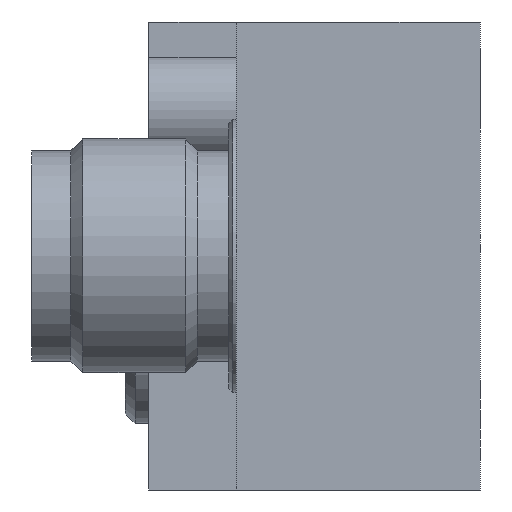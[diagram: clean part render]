
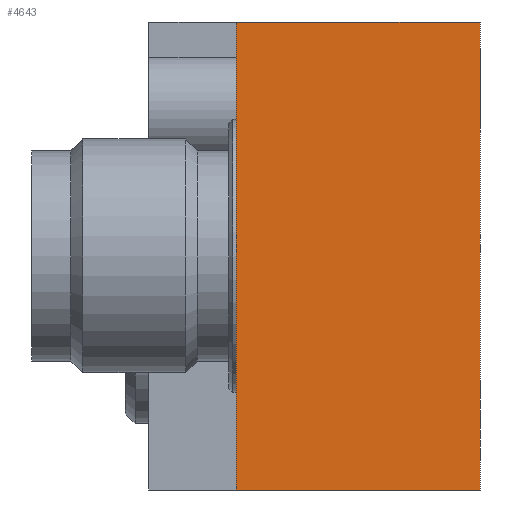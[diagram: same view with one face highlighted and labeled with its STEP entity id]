
A CAD part, left-side view. The second image highlights one B-rep face of the part: STEP entity #4643.
In plain terms, the highlighted planar face has unit normal (-1, 0, 0).
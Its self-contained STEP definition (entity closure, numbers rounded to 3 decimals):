
#32=LINE('',#6283,#278);
#33=LINE('',#6286,#279);
#34=LINE('',#6288,#280);
#35=LINE('',#6290,#281);
#278=VECTOR('',#5272,1000.);
#279=VECTOR('',#5273,1000.);
#280=VECTOR('',#5274,1000.);
#281=VECTOR('',#5275,1000.);
#524=PLANE('',#4872);
#814=ORIENTED_EDGE('',*,*,#1644,.F.);
#815=ORIENTED_EDGE('',*,*,#1645,.T.);
#816=ORIENTED_EDGE('',*,*,#1646,.T.);
#817=ORIENTED_EDGE('',*,*,#1647,.F.);
#1644=EDGE_CURVE('',#2059,#2060,#32,.T.);
#1645=EDGE_CURVE('',#2059,#2061,#33,.T.);
#1646=EDGE_CURVE('',#2061,#2062,#34,.T.);
#1647=EDGE_CURVE('',#2060,#2062,#35,.T.);
#2059=VERTEX_POINT('',#6284);
#2060=VERTEX_POINT('',#6285);
#2061=VERTEX_POINT('',#6287);
#2062=VERTEX_POINT('',#6289);
#2379=EDGE_LOOP('',(#814,#815,#816,#817));
#2719=FACE_BOUND('',#2379,.T.);
#4643=ADVANCED_FACE('',(#2719),#524,.F.);
#4872=AXIS2_PLACEMENT_3D('',#6282,#5270,#5271);
#5270=DIRECTION('',(1.,0.,0.));
#5271=DIRECTION('',(0.,0.,-1.));
#5272=DIRECTION('',(0.,0.,1.));
#5273=DIRECTION('',(0.,-1.,0.));
#5274=DIRECTION('',(0.,0.,1.));
#5275=DIRECTION('',(0.,-1.,0.));
#6282=CARTESIAN_POINT('',(-14.5,17.,-12.));
#6283=CARTESIAN_POINT('',(-14.5,12.5,-12.));
#6284=CARTESIAN_POINT('',(-14.5,12.5,-12.));
#6285=CARTESIAN_POINT('',(-14.5,12.5,12.));
#6286=CARTESIAN_POINT('',(-14.5,17.,-12.));
#6287=CARTESIAN_POINT('',(-14.5,0.,-12.));
#6288=CARTESIAN_POINT('',(-14.5,0.,-12.));
#6289=CARTESIAN_POINT('',(-14.5,0.,12.));
#6290=CARTESIAN_POINT('',(-14.5,17.,12.));
